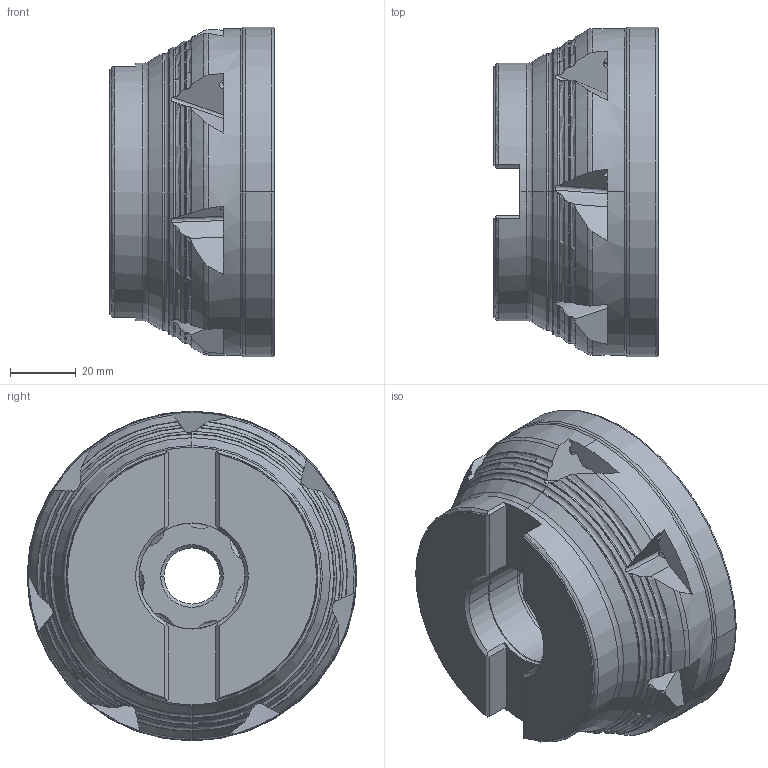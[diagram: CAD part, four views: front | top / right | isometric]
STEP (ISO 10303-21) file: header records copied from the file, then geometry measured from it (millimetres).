
FILE_DESCRIPTION (( 'STEP AP214' ), '1' );
FILE_NAME ('90PP-100-853-7.STEP', '2011-12-06T14:43:29', ( '' ), ( '' ), 'SwSTEP 2.0', 'SolidWorks 2010', '' );
FILE_SCHEMA (( 'AUTOMOTIVE_DESIGN' ));
Length unit declared in the file: millimetre
Products named in the file (1): 90PP-100-853-7
Bounding box: 50 x 100 x 100 mm (x, y, z)
Volume: 259697.7 mm3; surface area: 39456.6 mm2
Topology: 1 solids, 1 shells, 455 faces, 1384 edges, 884 vertices
Faces by surface type: cylinder 134, plane 122, torus 120, cone 65, bspline 14
Entity records: 16996 total; most frequent: CARTESIAN_POINT 5588, ORIENTED_EDGE 2768, DIRECTION 2022, EDGE_CURVE 1384, VERTEX_POINT 884, AXIS2_PLACEMENT_3D 818, B_SPLINE_CURVE_WITH_KNOTS 518, EDGE_LOOP 466
